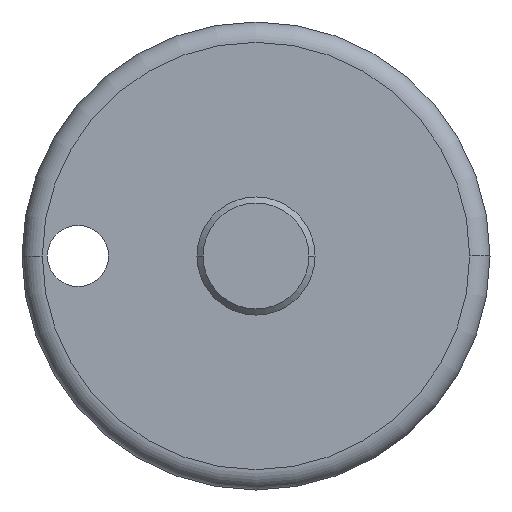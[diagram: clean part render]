
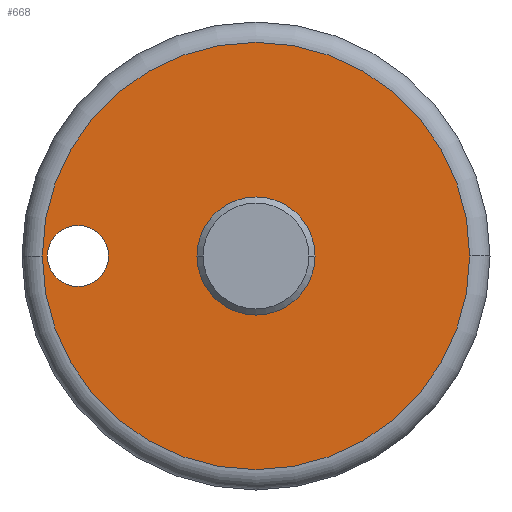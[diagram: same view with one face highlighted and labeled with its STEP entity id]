
A CAD part, left-side view. The second image highlights one B-rep face of the part: STEP entity #668.
In plain terms, the highlighted planar face has unit normal (-1, 0, 0).
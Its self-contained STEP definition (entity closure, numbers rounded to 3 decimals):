
#5 = EDGE_LOOP ( 'NONE', ( #418, #147 ) ) ;
#10 = CARTESIAN_POINT ( 'NONE',  ( -51.681, 0.721, 0. ) ) ;
#33 = AXIS2_PLACEMENT_3D ( 'NONE', #233, #614, #374 ) ;
#57 = ORIENTED_EDGE ( 'NONE', *, *, #454, .F. ) ;
#74 = DIRECTION ( 'NONE',  ( 0., 1., 0. ) ) ;
#83 = CIRCLE ( 'NONE', #717, 2.9 ) ;
#125 = DIRECTION ( 'NONE',  ( -1., 0., 0. ) ) ;
#147 = ORIENTED_EDGE ( 'NONE', *, *, #865, .T. ) ;
#201 = CARTESIAN_POINT ( 'NONE',  ( -51.681, 12.221, 0. ) ) ;
#203 = EDGE_CURVE ( 'NONE', #889, #435, #1004, .T. ) ;
#209 = DIRECTION ( 'NONE',  ( 0., 1., 0. ) ) ;
#233 = CARTESIAN_POINT ( 'NONE',  ( -51.681, 0.721, 0. ) ) ;
#273 = CARTESIAN_POINT ( 'NONE',  ( -51.681, -2.179, 0. ) ) ;
#303 = AXIS2_PLACEMENT_3D ( 'NONE', #201, #1034, #74 ) ;
#314 = EDGE_CURVE ( 'NONE', #555, #541, #334, .T. ) ;
#334 = CIRCLE ( 'NONE', #708, 1.5 ) ;
#336 = DIRECTION ( 'NONE',  ( 1., 0., 0. ) ) ;
#358 = CARTESIAN_POINT ( 'NONE',  ( -51.681, 11.221, 0. ) ) ;
#374 = DIRECTION ( 'NONE',  ( 0., 1., 0. ) ) ;
#392 = CARTESIAN_POINT ( 'NONE',  ( -51.681, 9.471, 0. ) ) ;
#418 = ORIENTED_EDGE ( 'NONE', *, *, #203, .T. ) ;
#435 = VERTEX_POINT ( 'NONE', #743 ) ;
#452 = FACE_OUTER_BOUND ( 'NONE', #5, .T. ) ;
#454 = EDGE_CURVE ( 'NONE', #803, #750, #83, .T. ) ;
#481 = ORIENTED_EDGE ( 'NONE', *, *, #811, .F. ) ;
#503 = DIRECTION ( 'NONE',  ( 0., 1., 0. ) ) ;
#541 = VERTEX_POINT ( 'NONE', #855 ) ;
#555 = VERTEX_POINT ( 'NONE', #985 ) ;
#614 = DIRECTION ( 'NONE',  ( -1., 0., 0. ) ) ;
#624 = DIRECTION ( 'NONE',  ( 0., -1., 0. ) ) ;
#648 = PLANE ( 'NONE',  #303 ) ;
#664 = EDGE_CURVE ( 'NONE', #541, #555, #755, .T. ) ;
#668 = ADVANCED_FACE ( 'NONE', ( #806, #452, #799 ), #648, .F. ) ;
#690 = CIRCLE ( 'NONE', #899, 2.9 ) ;
#702 = CIRCLE ( 'NONE', #902, 10.5 ) ;
#708 = AXIS2_PLACEMENT_3D ( 'NONE', #716, #890, #823 ) ;
#713 = EDGE_LOOP ( 'NONE', ( #57, #481 ) ) ;
#716 = CARTESIAN_POINT ( 'NONE',  ( -51.681, 9.471, 0. ) ) ;
#717 = AXIS2_PLACEMENT_3D ( 'NONE', #825, #730, #624 ) ;
#730 = DIRECTION ( 'NONE',  ( -1., 0., 0. ) ) ;
#743 = CARTESIAN_POINT ( 'NONE',  ( -51.681, -9.779, 0. ) ) ;
#750 = VERTEX_POINT ( 'NONE', #935 ) ;
#755 = CIRCLE ( 'NONE', #856, 1.5 ) ;
#756 = CARTESIAN_POINT ( 'NONE',  ( -51.681, 0.721, 0. ) ) ;
#765 = EDGE_LOOP ( 'NONE', ( #771, #904 ) ) ;
#771 = ORIENTED_EDGE ( 'NONE', *, *, #664, .T. ) ;
#799 = FACE_BOUND ( 'NONE', #713, .T. ) ;
#803 = VERTEX_POINT ( 'NONE', #273 ) ;
#806 = FACE_BOUND ( 'NONE', #765, .T. ) ;
#811 = EDGE_CURVE ( 'NONE', #750, #803, #690, .T. ) ;
#823 = DIRECTION ( 'NONE',  ( 0., 1., 0. ) ) ;
#825 = CARTESIAN_POINT ( 'NONE',  ( -51.681, 0.721, 0. ) ) ;
#855 = CARTESIAN_POINT ( 'NONE',  ( -51.681, 10.971, 0. ) ) ;
#856 = AXIS2_PLACEMENT_3D ( 'NONE', #392, #336, #503 ) ;
#863 = DIRECTION ( 'NONE',  ( -1., 0., 0. ) ) ;
#865 = EDGE_CURVE ( 'NONE', #435, #889, #702, .T. ) ;
#889 = VERTEX_POINT ( 'NONE', #358 ) ;
#890 = DIRECTION ( 'NONE',  ( 1., 0., 0. ) ) ;
#899 = AXIS2_PLACEMENT_3D ( 'NONE', #756, #863, #941 ) ;
#902 = AXIS2_PLACEMENT_3D ( 'NONE', #10, #125, #209 ) ;
#904 = ORIENTED_EDGE ( 'NONE', *, *, #314, .T. ) ;
#935 = CARTESIAN_POINT ( 'NONE',  ( -51.681, 3.621, 0. ) ) ;
#941 = DIRECTION ( 'NONE',  ( 0., -1., 0. ) ) ;
#985 = CARTESIAN_POINT ( 'NONE',  ( -51.681, 7.971, 0. ) ) ;
#1004 = CIRCLE ( 'NONE', #33, 10.5 ) ;
#1034 = DIRECTION ( 'NONE',  ( 1., 0., 0. ) ) ;
